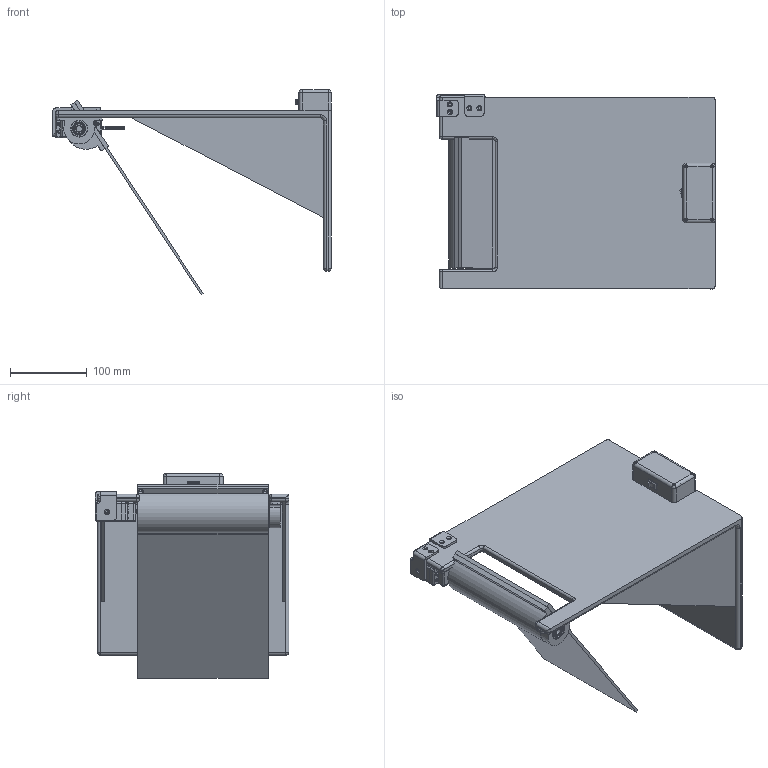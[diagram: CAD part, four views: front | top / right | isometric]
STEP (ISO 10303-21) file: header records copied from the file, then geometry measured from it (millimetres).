
FILE_DESCRIPTION(/* description */ (''),/* implementation_level */ '2;1');
FILE_NAME(/* name */ 'новая форточка.stp',/* time_stamp */ '2023-02-20T21:59:51+03:00',/* author */ ('Tasya'),/* organization */ (''),/* preprocessor_version */ 'ST-DEVELOPER v18.1',/* originating_system */ 'Autodesk Inventor 2021',/* authorisation */ '');
FILE_SCHEMA (('AUTOMOTIVE_DESIGN { 1 0 10303 214 3 1 1 }'));
Length unit declared in the file: millimetre
Products named in the file (12): новая форточка; основание форточки; servo arm; вал форточка; коробка + сервак; коробка сервак; сервопривод; корпус подшипник; кронштейн; подшипник; форточка; Switch on off
Assembly tree (11 placements, depth 3):
  новая форточка
    основание форточки
    servo arm
    вал форточка
    коробка + сервак
      коробка сервак
      сервопривод
    корпус подшипник
    кронштейн
    подшипник
    форточка
    Switch on off
Bounding box: 363 x 253 x 267.24 mm (x, y, z)
Volume: 1983673.5 mm3; surface area: 548291.7 mm2
Topology: 33 solids, 33 shells, 1310 faces, 3561 edges, 2309 vertices
Faces by surface type: plane 568, cylinder 367, cone 103, torus 98, sphere 88, bspline 86
Full cylindrical faces by diameter (mm): 1.5 x3, 2.5 x1, 2.6 x8, 3 x4, 3.3 x4, 3.4 x10, 3.6 x9, 3.7 x6, 3.9 x5, 4.2 x4, 5.3 x2, 8 x1, 10 x1, 12.5 x2, 17.5 x2, 22 x2
Entity records: 46922 total; most frequent: CARTESIAN_POINT 13070, DIRECTION 7114, ORIENTED_EDGE 7028, EDGE_CURVE 3514, AXIS2_PLACEMENT_3D 2715, VERTEX_POINT 2309, LINE 1684, VECTOR 1684
